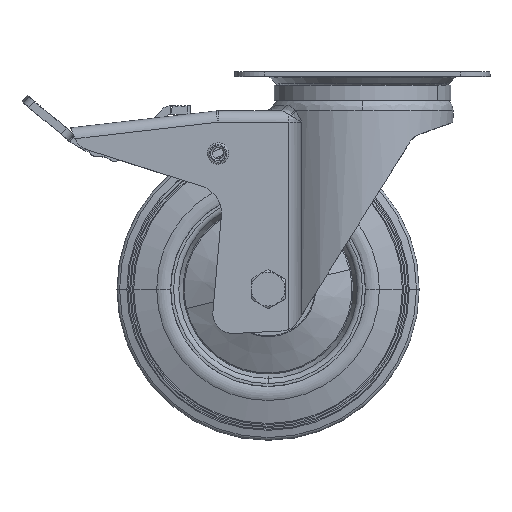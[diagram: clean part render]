
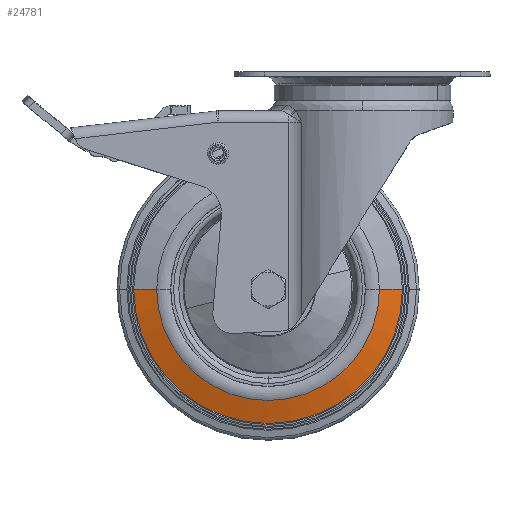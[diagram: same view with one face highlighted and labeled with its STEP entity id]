
A CAD part, top view. The second image highlights one B-rep face of the part: STEP entity #24781.
In plain terms, the highlighted conical face has half-angle 72.997 degrees and reference radius 71.126 mm.
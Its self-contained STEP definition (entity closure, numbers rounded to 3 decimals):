
#4742 = EDGE_CURVE ( 'NONE', #5655, #5761, #7486, .T. ) ;
#4744 = EDGE_CURVE ( 'NONE', #5657, #5651, #7485, .T. ) ;
#4790 = EDGE_CURVE ( 'NONE', #5761, #5651, #7548, .T. ) ;
#4791 = EDGE_CURVE ( 'NONE', #5655, #5657, #7549, .T. ) ;
#5197 = AXIS2_PLACEMENT_3D ( 'NONE', #9088, #9089, #9090 ) ;
#5198 = AXIS2_PLACEMENT_3D ( 'NONE', #9091, #9092, #9093 ) ;
#5651 = VERTEX_POINT ( 'NONE', #9236 ) ;
#5655 = VERTEX_POINT ( 'NONE', #9240 ) ;
#5657 = VERTEX_POINT ( 'NONE', #9242 ) ;
#5761 = VERTEX_POINT ( 'NONE', #9253 ) ;
#5794 = EDGE_LOOP ( 'NONE', ( #38673, #38674, #38675, #38676 ) ) ;
#7485 = LINE ( 'NONE', #8961, #7491 ) ;
#7486 = LINE ( 'NONE', #8945, #7488 ) ;
#7488 = VECTOR ( 'NONE', #8952, 1000. ) ;
#7491 = VECTOR ( 'NONE', #8956, 1000. ) ;
#7548 = CIRCLE ( 'NONE', #5197, 71.126 ) ;
#7549 = CIRCLE ( 'NONE', #5198, 58.964 ) ;
#8945 = CARTESIAN_POINT ( 'NONE',  ( 43.602, -11.63, 15.281 ) ) ;
#8952 = DIRECTION ( 'NONE',  ( 0.956, 0., -0.292 ) ) ;
#8956 = DIRECTION ( 'NONE',  ( -0.956, 0., -0.292 ) ) ;
#8961 = CARTESIAN_POINT ( 'NONE',  ( -98.649, -11.63, 15.281 ) ) ;
#9088 = CARTESIAN_POINT ( 'NONE',  ( -27.524, -11.63, 15.281 ) ) ;
#9089 = DIRECTION ( 'NONE',  ( 0., 0., -1. ) ) ;
#9090 = DIRECTION ( 'NONE',  ( -1., 0., 0. ) ) ;
#9091 = CARTESIAN_POINT ( 'NONE',  ( -27.524, -11.63, 19. ) ) ;
#9092 = DIRECTION ( 'NONE',  ( 0., 0., -1. ) ) ;
#9093 = DIRECTION ( 'NONE',  ( -1., 0., 0. ) ) ;
#9236 = CARTESIAN_POINT ( 'NONE',  ( -98.649, -11.63, 15.281 ) ) ;
#9240 = CARTESIAN_POINT ( 'NONE',  ( 31.44, -11.63, 19. ) ) ;
#9242 = CARTESIAN_POINT ( 'NONE',  ( -86.487, -11.63, 19. ) ) ;
#9253 = CARTESIAN_POINT ( 'NONE',  ( 43.602, -11.63, 15.281 ) ) ;
#10377 = AXIS2_PLACEMENT_3D ( 'NONE', #16520, #16517, #16516 ) ;
#16516 = DIRECTION ( 'NONE',  ( -1., 0., 0. ) ) ;
#16517 = DIRECTION ( 'NONE',  ( 0., 0., -1. ) ) ;
#16520 = CARTESIAN_POINT ( 'NONE',  ( -27.524, -11.63, 15.281 ) ) ;
#16743 = FACE_OUTER_BOUND ( 'NONE', #5794, .T. ) ;
#16747 = CONICAL_SURFACE ( 'NONE', #10377, 71.126, 1.274 ) ;
#24781 = ADVANCED_FACE ( 'NONE', ( #16743 ), #16747, .T. ) ;
#38673 = ORIENTED_EDGE ( 'NONE', *, *, #4742, .F. ) ;
#38674 = ORIENTED_EDGE ( 'NONE', *, *, #4791, .T. ) ;
#38675 = ORIENTED_EDGE ( 'NONE', *, *, #4744, .T. ) ;
#38676 = ORIENTED_EDGE ( 'NONE', *, *, #4790, .F. ) ;
